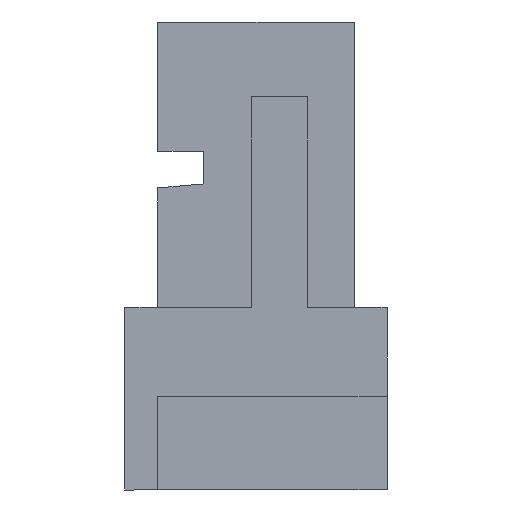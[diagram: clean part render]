
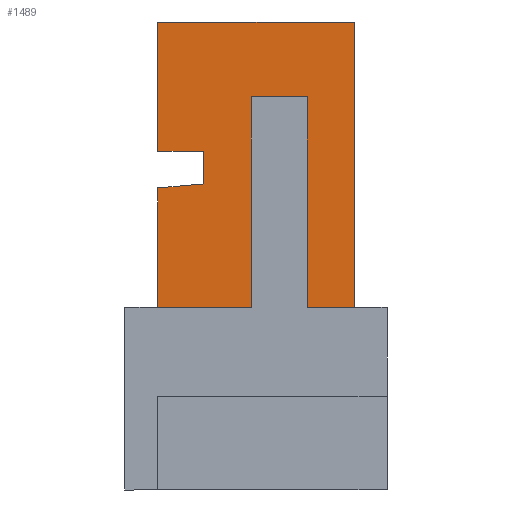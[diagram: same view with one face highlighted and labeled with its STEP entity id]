
A CAD part, left-side view. The second image highlights one B-rep face of the part: STEP entity #1489.
In plain terms, the highlighted planar face has unit normal (-1, 0, 0).
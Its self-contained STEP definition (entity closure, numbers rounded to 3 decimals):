
#1039 = EDGE_CURVE ( 'NONE', #1116, #1040, #4957, .T. ) ;
#1040 = VERTEX_POINT ( 'NONE', #4953 ) ;
#1059 = EDGE_CURVE ( 'NONE', #1147, #1060, #5023, .T. ) ;
#1060 = VERTEX_POINT ( 'NONE', #5019 ) ;
#1082 = VERTEX_POINT ( 'NONE', #5056 ) ;
#1084 = EDGE_CURVE ( 'NONE', #1082, #1147, #5055, .T. ) ;
#1115 = EDGE_CURVE ( 'NONE', #1060, #1116, #5112, .T. ) ;
#1116 = VERTEX_POINT ( 'NONE', #5108 ) ;
#1138 = EDGE_CURVE ( 'NONE', #1040, #1139, #5217, .T. ) ;
#1139 = VERTEX_POINT ( 'NONE', #5213 ) ;
#1147 = VERTEX_POINT ( 'NONE', #5198 ) ;
#1177 = EDGE_CURVE ( 'NONE', #1139, #1178, #5280, .T. ) ;
#1178 = VERTEX_POINT ( 'NONE', #5276 ) ;
#1299 = VERTEX_POINT ( 'NONE', #5509 ) ;
#1373 = EDGE_CURVE ( 'NONE', #1178, #1374, #5646, .T. ) ;
#1374 = VERTEX_POINT ( 'NONE', #5642 ) ;
#1384 = EDGE_CURVE ( 'NONE', #1374, #1299, #5671, .T. ) ;
#1404 = EDGE_CURVE ( 'NONE', #1299, #1405, #5701, .T. ) ;
#1405 = VERTEX_POINT ( 'NONE', #5697 ) ;
#1427 = VERTEX_POINT ( 'NONE', #5819 ) ;
#1444 = EDGE_CURVE ( 'NONE', #1405, #1445, #5844, .T. ) ;
#1445 = VERTEX_POINT ( 'NONE', #5840 ) ;
#1475 = ORIENTED_EDGE ( 'NONE', *, *, #1084, .F. ) ;
#1476 = ORIENTED_EDGE ( 'NONE', *, *, #1503, .F. ) ;
#1477 = ORIENTED_EDGE ( 'NONE', *, *, #1505, .F. ) ;
#1478 = ORIENTED_EDGE ( 'NONE', *, *, #1444, .F. ) ;
#1489 = ADVANCED_FACE ( 'NONE', ( #5955 ), #5993, .F. ) ;
#1490 = EDGE_LOOP ( 'NONE', ( #1491, #1492, #1493, #1494, #1495, #1496, #1497, #1498, #1475, #1476, #1477, #1478 ) ) ;
#1491 = ORIENTED_EDGE ( 'NONE', *, *, #1404, .F. ) ;
#1492 = ORIENTED_EDGE ( 'NONE', *, *, #1384, .F. ) ;
#1493 = ORIENTED_EDGE ( 'NONE', *, *, #1373, .F. ) ;
#1494 = ORIENTED_EDGE ( 'NONE', *, *, #1177, .F. ) ;
#1495 = ORIENTED_EDGE ( 'NONE', *, *, #1138, .F. ) ;
#1496 = ORIENTED_EDGE ( 'NONE', *, *, #1039, .F. ) ;
#1497 = ORIENTED_EDGE ( 'NONE', *, *, #1115, .F. ) ;
#1498 = ORIENTED_EDGE ( 'NONE', *, *, #1059, .F. ) ;
#1503 = EDGE_CURVE ( 'NONE', #1427, #1082, #6024, .T. ) ;
#1505 = EDGE_CURVE ( 'NONE', #1445, #1427, #6020, .T. ) ;
#4953 = CARTESIAN_POINT ( 'NONE',  ( -7.2, -1.94, 2.52 ) ) ;
#4954 = DIRECTION ( 'NONE',  ( 0., 0., 1. ) ) ;
#4955 = VECTOR ( 'NONE', #4954, 1000. ) ;
#4956 = CARTESIAN_POINT ( 'NONE',  ( -7.2, -1.94, 2.17 ) ) ;
#4957 = LINE ( 'NONE', #4956, #4955 ) ;
#5019 = CARTESIAN_POINT ( 'NONE',  ( -7.2, -1.45, 2.127 ) ) ;
#5020 = DIRECTION ( 'NONE',  ( 0., 0., 1. ) ) ;
#5021 = VECTOR ( 'NONE', #5020, 1000. ) ;
#5022 = CARTESIAN_POINT ( 'NONE',  ( -7.2, -1.45, 0.85 ) ) ;
#5023 = LINE ( 'NONE', #5022, #5021 ) ;
#5052 = DIRECTION ( 'NONE',  ( 0., 1., 0. ) ) ;
#5053 = VECTOR ( 'NONE', #5052, 1000. ) ;
#5054 = CARTESIAN_POINT ( 'NONE',  ( -7.2, -1.45, 0.85 ) ) ;
#5055 = LINE ( 'NONE', #5054, #5053 ) ;
#5056 = CARTESIAN_POINT ( 'NONE',  ( -7.2, -2.45, 0.85 ) ) ;
#5108 = CARTESIAN_POINT ( 'NONE',  ( -7.2, -1.94, 2.17 ) ) ;
#5109 = DIRECTION ( 'NONE',  ( 0., -0.996, 0.087 ) ) ;
#5110 = VECTOR ( 'NONE', #5109, 1000. ) ;
#5111 = CARTESIAN_POINT ( 'NONE',  ( -7.2, -1.45, 2.127 ) ) ;
#5112 = LINE ( 'NONE', #5111, #5110 ) ;
#5198 = CARTESIAN_POINT ( 'NONE',  ( -7.2, -1.45, 0.85 ) ) ;
#5213 = CARTESIAN_POINT ( 'NONE',  ( -7.2, -1.45, 2.52 ) ) ;
#5214 = DIRECTION ( 'NONE',  ( 0., 1., 0. ) ) ;
#5215 = VECTOR ( 'NONE', #5214, 1000. ) ;
#5216 = CARTESIAN_POINT ( 'NONE',  ( -7.2, -1.94, 2.52 ) ) ;
#5217 = LINE ( 'NONE', #5216, #5215 ) ;
#5276 = CARTESIAN_POINT ( 'NONE',  ( -7.2, -1.45, 3.9 ) ) ;
#5277 = DIRECTION ( 'NONE',  ( 0., 0., 1. ) ) ;
#5278 = VECTOR ( 'NONE', #5277, 1000. ) ;
#5279 = CARTESIAN_POINT ( 'NONE',  ( -7.2, -1.45, 2.52 ) ) ;
#5280 = LINE ( 'NONE', #5279, #5278 ) ;
#5509 = CARTESIAN_POINT ( 'NONE',  ( -7.2, -3.55, 0.85 ) ) ;
#5642 = CARTESIAN_POINT ( 'NONE',  ( -7.2, -3.55, 3.9 ) ) ;
#5643 = DIRECTION ( 'NONE',  ( 0., -1., 0. ) ) ;
#5644 = VECTOR ( 'NONE', #5643, 1000. ) ;
#5645 = CARTESIAN_POINT ( 'NONE',  ( -7.2, -1.45, 3.9 ) ) ;
#5646 = LINE ( 'NONE', #5645, #5644 ) ;
#5668 = DIRECTION ( 'NONE',  ( 0., 0., -1. ) ) ;
#5669 = VECTOR ( 'NONE', #5668, 1000. ) ;
#5670 = CARTESIAN_POINT ( 'NONE',  ( -7.2, -3.55, 3.9 ) ) ;
#5671 = LINE ( 'NONE', #5670, #5669 ) ;
#5697 = CARTESIAN_POINT ( 'NONE',  ( -7.2, -3.05, 0.85 ) ) ;
#5698 = DIRECTION ( 'NONE',  ( 0., 1., 0. ) ) ;
#5699 = VECTOR ( 'NONE', #5698, 1000. ) ;
#5700 = CARTESIAN_POINT ( 'NONE',  ( -7.2, -3.05, 0.85 ) ) ;
#5701 = LINE ( 'NONE', #5700, #5699 ) ;
#5819 = CARTESIAN_POINT ( 'NONE',  ( -7.2, -2.45, 3.1 ) ) ;
#5840 = CARTESIAN_POINT ( 'NONE',  ( -7.2, -3.05, 3.1 ) ) ;
#5841 = DIRECTION ( 'NONE',  ( 0., 0., 1. ) ) ;
#5842 = VECTOR ( 'NONE', #5841, 1000. ) ;
#5843 = CARTESIAN_POINT ( 'NONE',  ( -7.2, -3.05, 0.85 ) ) ;
#5844 = LINE ( 'NONE', #5843, #5842 ) ;
#5955 = FACE_OUTER_BOUND ( 'NONE', #1490, .T. ) ;
#5988 = DIRECTION ( 'NONE',  ( 0., 1., 0. ) ) ;
#5989 = DIRECTION ( 'NONE',  ( 1., 0., 0. ) ) ;
#5990 = CARTESIAN_POINT ( 'NONE',  ( -7.2, -1.45, 0.85 ) ) ;
#5991 = AXIS2_PLACEMENT_3D ( 'NONE', #5990, #5989, #5988 ) ;
#5993 = PLANE ( 'NONE',  #5991 ) ;
#6017 = DIRECTION ( 'NONE',  ( 0., 1., 0. ) ) ;
#6018 = VECTOR ( 'NONE', #6017, 1000. ) ;
#6019 = CARTESIAN_POINT ( 'NONE',  ( -7.2, -3.05, 3.1 ) ) ;
#6020 = LINE ( 'NONE', #6019, #6018 ) ;
#6021 = DIRECTION ( 'NONE',  ( 0., 0., -1. ) ) ;
#6022 = VECTOR ( 'NONE', #6021, 1000. ) ;
#6023 = CARTESIAN_POINT ( 'NONE',  ( -7.2, -2.45, 3.1 ) ) ;
#6024 = LINE ( 'NONE', #6023, #6022 ) ;
